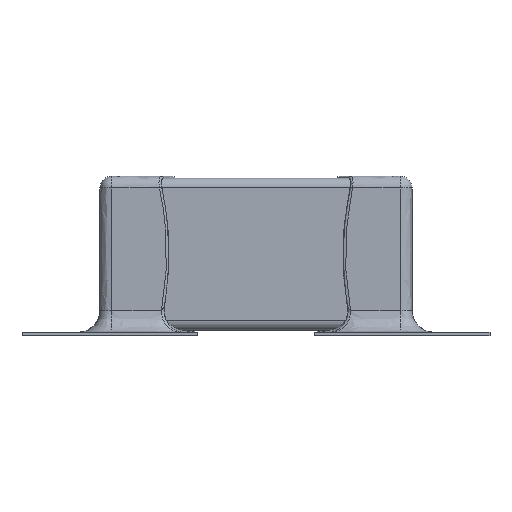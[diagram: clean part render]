
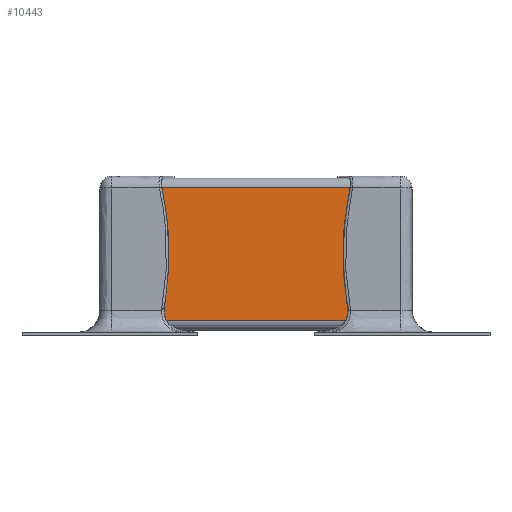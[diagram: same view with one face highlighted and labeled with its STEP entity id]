
A CAD part, front view. The second image highlights one B-rep face of the part: STEP entity #10443.
In plain terms, the highlighted planar face has unit normal (0, -1, 0).
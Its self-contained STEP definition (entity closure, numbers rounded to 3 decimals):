
#10336 = CYLINDRICAL_SURFACE('',#10337,0.05);
#10337 = AXIS2_PLACEMENT_3D('',#10338,#10339,#10340);
#10338 = CARTESIAN_POINT('',(-0.7,-0.34,0.75));
#10339 = DIRECTION('',(-1.,0.,0.));
#10340 = DIRECTION('',(0.,1.,0.));
#10361 = VERTEX_POINT('',#10362);
#10362 = CARTESIAN_POINT('',(0.7,-0.39,0.75));
#10377 = PLANE('',#10378);
#10378 = AXIS2_PLACEMENT_3D('',#10379,#10380,#10381);
#10379 = CARTESIAN_POINT('',(0.7,0.,0.41));
#10380 = DIRECTION('',(1.,0.,0.));
#10381 = DIRECTION('',(0.,0.,1.));
#10389 = EDGE_CURVE('',#10390,#10361,#10392,.T.);
#10390 = VERTEX_POINT('',#10391);
#10391 = CARTESIAN_POINT('',(-0.7,-0.39,0.75));
#10392 = SURFACE_CURVE('',#10393,(#10397,#10404),.PCURVE_S1.);
#10393 = LINE('',#10394,#10395);
#10394 = CARTESIAN_POINT('',(-0.7,-0.39,0.75));
#10395 = VECTOR('',#10396,1.);
#10396 = DIRECTION('',(1.,0.,0.));
#10397 = PCURVE('',#10336,#10398);
#10398 = DEFINITIONAL_REPRESENTATION('',(#10399),#10403);
#10399 = LINE('',#10400,#10401);
#10400 = CARTESIAN_POINT('',(-3.142,0.));
#10401 = VECTOR('',#10402,1.);
#10402 = DIRECTION('',(-0.,-1.));
#10403 = ( GEOMETRIC_REPRESENTATION_CONTEXT(2) 
PARAMETRIC_REPRESENTATION_CONTEXT() REPRESENTATION_CONTEXT('2D SPACE',''
  ) );
#10404 = PCURVE('',#10405,#10410);
#10405 = PLANE('',#10406);
#10406 = AXIS2_PLACEMENT_3D('',#10407,#10408,#10409);
#10407 = CARTESIAN_POINT('',(-0.7,-0.39,0.75));
#10408 = DIRECTION('',(0.,1.,0.));
#10409 = DIRECTION('',(0.,0.,-1.));
#10410 = DEFINITIONAL_REPRESENTATION('',(#10411),#10415);
#10411 = LINE('',#10412,#10413);
#10412 = CARTESIAN_POINT('',(0.,0.));
#10413 = VECTOR('',#10414,1.);
#10414 = DIRECTION('',(0.,-1.));
#10415 = ( GEOMETRIC_REPRESENTATION_CONTEXT(2) 
PARAMETRIC_REPRESENTATION_CONTEXT() REPRESENTATION_CONTEXT('2D SPACE',''
  ) );
#10432 = PLANE('',#10433);
#10433 = AXIS2_PLACEMENT_3D('',#10434,#10435,#10436);
#10434 = CARTESIAN_POINT('',(-0.7,0.,0.41));
#10435 = DIRECTION('',(1.,0.,0.));
#10436 = DIRECTION('',(0.,0.,1.));
#10443 = ADVANCED_FACE('',(#10444),#10405,.F.);
#10444 = FACE_BOUND('',#10445,.F.);
#10445 = EDGE_LOOP('',(#10446,#10447,#10470,#10498));
#10446 = ORIENTED_EDGE('',*,*,#10389,.T.);
#10447 = ORIENTED_EDGE('',*,*,#10448,.T.);
#10448 = EDGE_CURVE('',#10361,#10449,#10451,.T.);
#10449 = VERTEX_POINT('',#10450);
#10450 = CARTESIAN_POINT('',(0.7,-0.39,0.07));
#10451 = SURFACE_CURVE('',#10452,(#10456,#10463),.PCURVE_S1.);
#10452 = LINE('',#10453,#10454);
#10453 = CARTESIAN_POINT('',(0.7,-0.39,0.75));
#10454 = VECTOR('',#10455,1.);
#10455 = DIRECTION('',(0.,0.,-1.));
#10456 = PCURVE('',#10405,#10457);
#10457 = DEFINITIONAL_REPRESENTATION('',(#10458),#10462);
#10458 = LINE('',#10459,#10460);
#10459 = CARTESIAN_POINT('',(0.,-1.4));
#10460 = VECTOR('',#10461,1.);
#10461 = DIRECTION('',(1.,0.));
#10462 = ( GEOMETRIC_REPRESENTATION_CONTEXT(2) 
PARAMETRIC_REPRESENTATION_CONTEXT() REPRESENTATION_CONTEXT('2D SPACE',''
  ) );
#10463 = PCURVE('',#10377,#10464);
#10464 = DEFINITIONAL_REPRESENTATION('',(#10465),#10469);
#10465 = LINE('',#10466,#10467);
#10466 = CARTESIAN_POINT('',(0.34,0.39));
#10467 = VECTOR('',#10468,1.);
#10468 = DIRECTION('',(-1.,0.));
#10469 = ( GEOMETRIC_REPRESENTATION_CONTEXT(2) 
PARAMETRIC_REPRESENTATION_CONTEXT() REPRESENTATION_CONTEXT('2D SPACE',''
  ) );
#10470 = ORIENTED_EDGE('',*,*,#10471,.F.);
#10471 = EDGE_CURVE('',#10472,#10449,#10474,.T.);
#10472 = VERTEX_POINT('',#10473);
#10473 = CARTESIAN_POINT('',(-0.7,-0.39,0.07));
#10474 = SURFACE_CURVE('',#10475,(#10479,#10486),.PCURVE_S1.);
#10475 = LINE('',#10476,#10477);
#10476 = CARTESIAN_POINT('',(-0.7,-0.39,0.07));
#10477 = VECTOR('',#10478,1.);
#10478 = DIRECTION('',(1.,0.,0.));
#10479 = PCURVE('',#10405,#10480);
#10480 = DEFINITIONAL_REPRESENTATION('',(#10481),#10485);
#10481 = LINE('',#10482,#10483);
#10482 = CARTESIAN_POINT('',(0.68,0.));
#10483 = VECTOR('',#10484,1.);
#10484 = DIRECTION('',(0.,-1.));
#10485 = ( GEOMETRIC_REPRESENTATION_CONTEXT(2) 
PARAMETRIC_REPRESENTATION_CONTEXT() REPRESENTATION_CONTEXT('2D SPACE',''
  ) );
#10486 = PCURVE('',#10487,#10492);
#10487 = CYLINDRICAL_SURFACE('',#10488,0.05);
#10488 = AXIS2_PLACEMENT_3D('',#10489,#10490,#10491);
#10489 = CARTESIAN_POINT('',(-0.7,-0.34,0.07));
#10490 = DIRECTION('',(-1.,0.,0.));
#10491 = DIRECTION('',(0.,1.,0.));
#10492 = DEFINITIONAL_REPRESENTATION('',(#10493),#10497);
#10493 = LINE('',#10494,#10495);
#10494 = CARTESIAN_POINT('',(-3.142,0.));
#10495 = VECTOR('',#10496,1.);
#10496 = DIRECTION('',(-0.,-1.));
#10497 = ( GEOMETRIC_REPRESENTATION_CONTEXT(2) 
PARAMETRIC_REPRESENTATION_CONTEXT() REPRESENTATION_CONTEXT('2D SPACE',''
  ) );
#10498 = ORIENTED_EDGE('',*,*,#10499,.F.);
#10499 = EDGE_CURVE('',#10390,#10472,#10500,.T.);
#10500 = SURFACE_CURVE('',#10501,(#10505,#10512),.PCURVE_S1.);
#10501 = LINE('',#10502,#10503);
#10502 = CARTESIAN_POINT('',(-0.7,-0.39,0.75));
#10503 = VECTOR('',#10504,1.);
#10504 = DIRECTION('',(0.,0.,-1.));
#10505 = PCURVE('',#10405,#10506);
#10506 = DEFINITIONAL_REPRESENTATION('',(#10507),#10511);
#10507 = LINE('',#10508,#10509);
#10508 = CARTESIAN_POINT('',(0.,0.));
#10509 = VECTOR('',#10510,1.);
#10510 = DIRECTION('',(1.,0.));
#10511 = ( GEOMETRIC_REPRESENTATION_CONTEXT(2) 
PARAMETRIC_REPRESENTATION_CONTEXT() REPRESENTATION_CONTEXT('2D SPACE',''
  ) );
#10512 = PCURVE('',#10432,#10513);
#10513 = DEFINITIONAL_REPRESENTATION('',(#10514),#10518);
#10514 = LINE('',#10515,#10516);
#10515 = CARTESIAN_POINT('',(0.34,0.39));
#10516 = VECTOR('',#10517,1.);
#10517 = DIRECTION('',(-1.,0.));
#10518 = ( GEOMETRIC_REPRESENTATION_CONTEXT(2) 
PARAMETRIC_REPRESENTATION_CONTEXT() REPRESENTATION_CONTEXT('2D SPACE',''
  ) );
